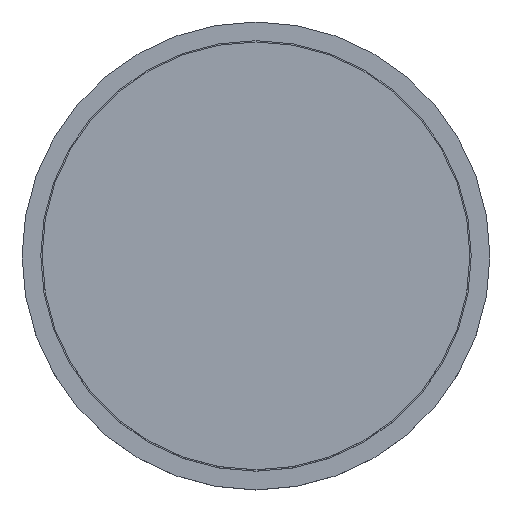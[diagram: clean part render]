
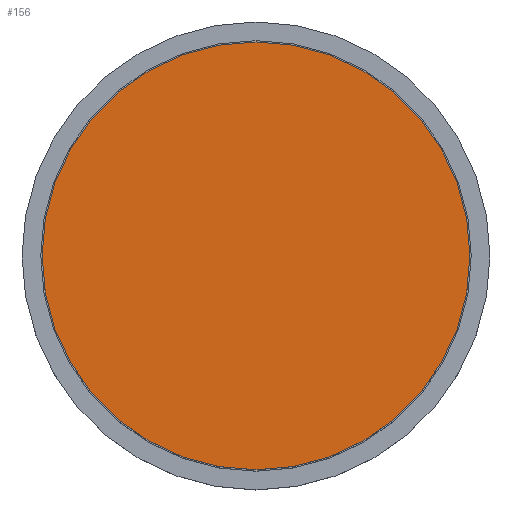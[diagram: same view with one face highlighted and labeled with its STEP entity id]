
A CAD part, top view. The second image highlights one B-rep face of the part: STEP entity #156.
In plain terms, the highlighted planar face has unit normal (0, 0, 1).
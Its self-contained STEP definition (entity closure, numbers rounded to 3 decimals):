
#29 = AXIS2_PLACEMENT_3D ( 'NONE', #448, #166, #276 ) ;
#48 = CARTESIAN_POINT ( 'NONE',  ( 0., 0., 7.5 ) ) ;
#56 = CIRCLE ( 'NONE', #354, 16. ) ;
#62 = EDGE_LOOP ( 'NONE', ( #444, #83 ) ) ;
#63 = DIRECTION ( 'NONE',  ( 1., 0., 0. ) ) ;
#83 = ORIENTED_EDGE ( 'NONE', *, *, #342, .T. ) ;
#152 = DIRECTION ( 'NONE',  ( 0., 0., 1. ) ) ;
#156 = ADVANCED_FACE ( 'NONE', ( #387 ), #169, .T. ) ;
#166 = DIRECTION ( 'NONE',  ( 0., 0., 1. ) ) ;
#169 = PLANE ( 'NONE',  #417 ) ;
#189 = EDGE_CURVE ( 'NONE', #196, #228, #321, .T. ) ;
#196 = VERTEX_POINT ( 'NONE', #318 ) ;
#200 = CARTESIAN_POINT ( 'NONE',  ( 16., 0., 7.5 ) ) ;
#228 = VERTEX_POINT ( 'NONE', #200 ) ;
#276 = DIRECTION ( 'NONE',  ( 1., 0., 0. ) ) ;
#279 = DIRECTION ( 'NONE',  ( 0., 0., 1. ) ) ;
#318 = CARTESIAN_POINT ( 'NONE',  ( -16., 0., 7.5 ) ) ;
#321 = CIRCLE ( 'NONE', #29, 16. ) ;
#342 = EDGE_CURVE ( 'NONE', #228, #196, #56, .T. ) ;
#349 = CARTESIAN_POINT ( 'NONE',  ( 0., 0., 7.5 ) ) ;
#354 = AXIS2_PLACEMENT_3D ( 'NONE', #48, #152, #438 ) ;
#387 = FACE_OUTER_BOUND ( 'NONE', #62, .T. ) ;
#417 = AXIS2_PLACEMENT_3D ( 'NONE', #349, #279, #63 ) ;
#438 = DIRECTION ( 'NONE',  ( 1., 0., 0. ) ) ;
#444 = ORIENTED_EDGE ( 'NONE', *, *, #189, .T. ) ;
#448 = CARTESIAN_POINT ( 'NONE',  ( 0., 0., 7.5 ) ) ;
